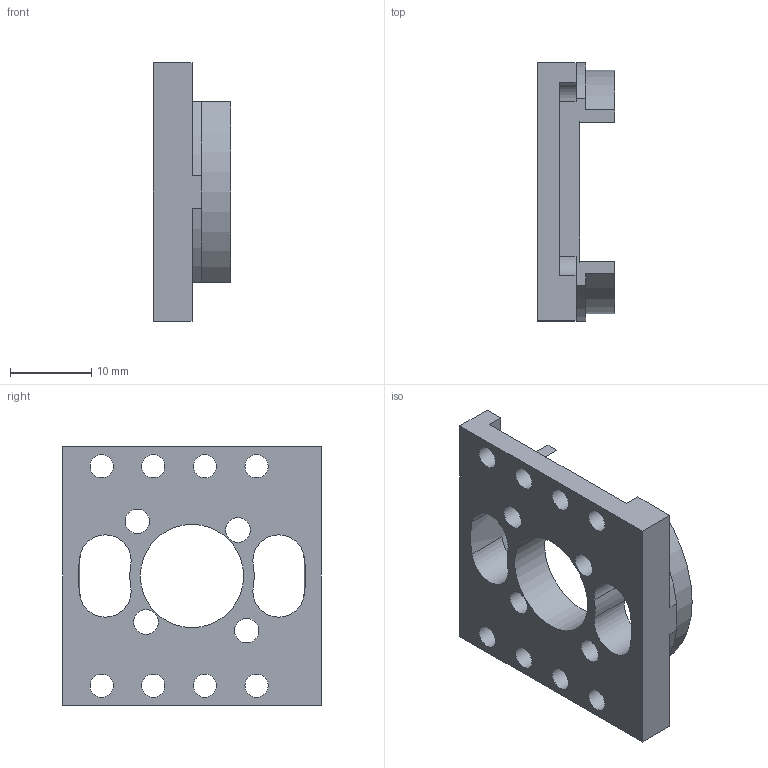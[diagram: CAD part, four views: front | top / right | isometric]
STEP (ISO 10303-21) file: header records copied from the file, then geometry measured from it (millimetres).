
FILE_DESCRIPTION(/* description */ (''),/* implementation_level */ '2;1');
FILE_NAME(/* name */ 'Motor Plate.stp',/* time_stamp */ '2024-03-21T01:03:48-04:00',/* author */ ('Nathan Cai'),/* organization */ (''),/* preprocessor_version */ 'ST-DEVELOPER v19.2',/* originating_system */ 'Autodesk Inventor 2023',/* authorisation */ '');
FILE_SCHEMA (('AUTOMOTIVE_DESIGN { 1 0 10303 214 3 1 1 }'));
Length unit declared in the file: inch
Products named in the file (1): Motor Plate
Bounding box: 9.53 x 31.75 x 31.75 mm (x, y, z)
Volume: 3378.5 mm3; surface area: 3417.2 mm2
Topology: 1 solids, 1 shells, 53 faces, 159 edges, 106 vertices
Faces by surface type: cylinder 31, plane 22
Full cylindrical faces by diameter (mm): 2.845 x8, 3 x4, 12.7 x1
Entity records: 1924 total; most frequent: DIRECTION 333, CARTESIAN_POINT 319, ORIENTED_EDGE 318, EDGE_CURVE 159, AXIS2_PLACEMENT_3D 120, VERTEX_POINT 106, LINE 93, VECTOR 93
